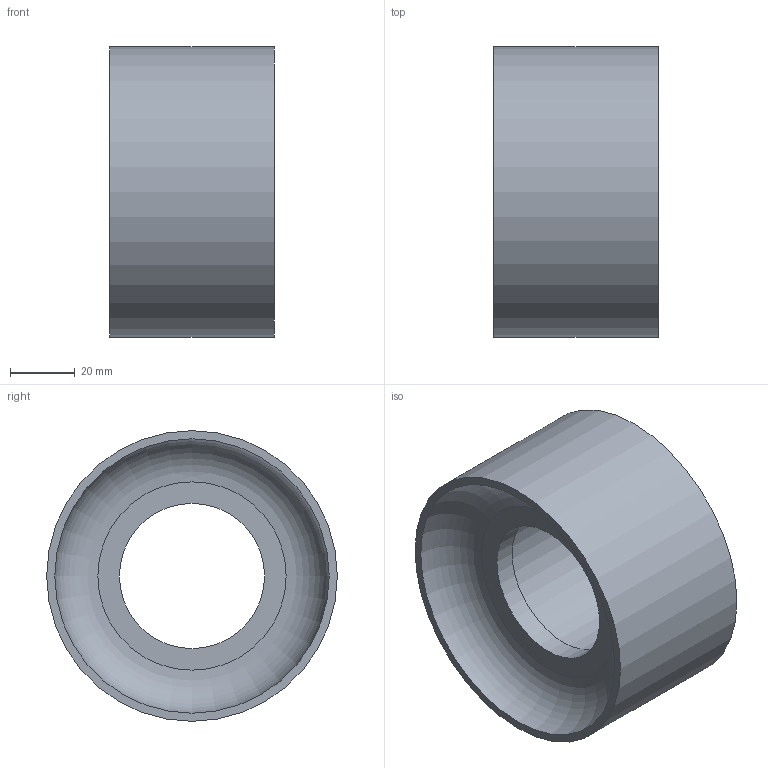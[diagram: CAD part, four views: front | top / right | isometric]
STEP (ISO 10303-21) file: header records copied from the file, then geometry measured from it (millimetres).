
FILE_DESCRIPTION((''),'2;1');
FILE_NAME('PV50100A090050.stp','2022-02-21T13:54:32',('RL'),(''),'Autodesk Inventor 2012','Autodesk Inventor 2012','');
FILE_SCHEMA(('AUTOMOTIVE_DESIGN { 1 0 10303 214 1 1 1 1 }'));
Length unit declared in the file: millimetre
Products named in the file (1): PV50100A090050
Bounding box: 51 x 90 x 90 mm (x, y, z)
Volume: 120977.8 mm3; surface area: 44418.3 mm2
Topology: 1 solids, 1 shells, 12 faces, 19 edges, 12 vertices
Faces by surface type: cylinder 5, plane 5, torus 2
Full cylindrical faces by diameter (mm): 45 x1, 50 x1, 60 x1, 80 x1, 90 x1
Entity records: 281 total; most frequent: DIRECTION 50, CARTESIAN_POINT 37, AXIS2_PLACEMENT_3D 25, ORIENTED_EDGE 24, EDGE_LOOP 24, VERTEX_POINT 12, CIRCLE 12, EDGE_CURVE 12
